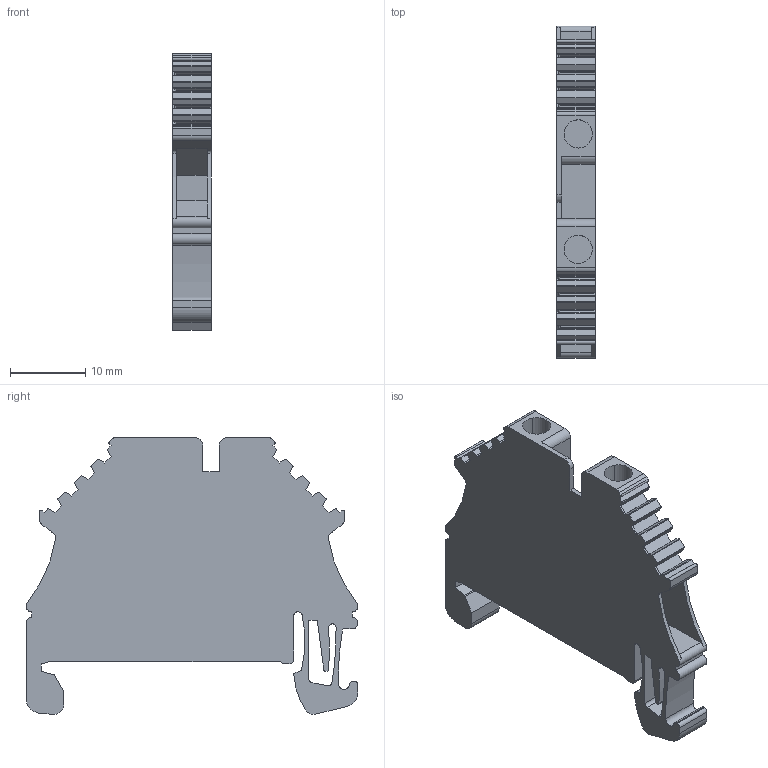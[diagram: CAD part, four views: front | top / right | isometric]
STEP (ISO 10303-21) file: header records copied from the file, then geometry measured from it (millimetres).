
FILE_DESCRIPTION(('CATIA V5 STEP Exchange','CAx-IF Rec.Pracs.--- Model Styling and Organization---1.4--- 2014-01-23'),'2;1');
FILE_NAME ('D1446877_0', '2020-01-13T06:18:01+00:00', ('none'), ('Weidmueller'), 'CATIA Version 5-6 Release 2016 SP3 HF44', 'CATIA V5 STEP AP214', 'none');
FILE_SCHEMA(('AUTOMOTIVE_DESIGN { 1 0 10303 214 1 1 1 1 }'));
Length unit declared in the file: millimetre
Products named in the file (1): 1023760000_WDU_2-5N_OR
Bounding box: 5.12 x 44 x 36.7 mm (x, y, z)
Volume: 4592.4 mm3; surface area: 4127.2 mm2
Topology: 1 solids, 2 shells, 253 faces, 747 edges, 502 vertices
Faces by surface type: plane 180, cylinder 61, extrusion 12
Entity records: 8371 total; most frequent: CARTESIAN_POINT 1561, ORIENTED_EDGE 1494, DIRECTION 1117, EDGE_CURVE 747, VECTOR 609, LINE 597, VERTEX_POINT 502, AXIS2_PLACEMENT_3D 318
